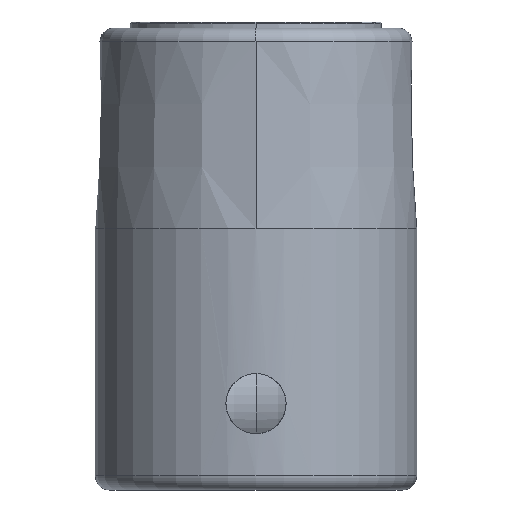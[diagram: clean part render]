
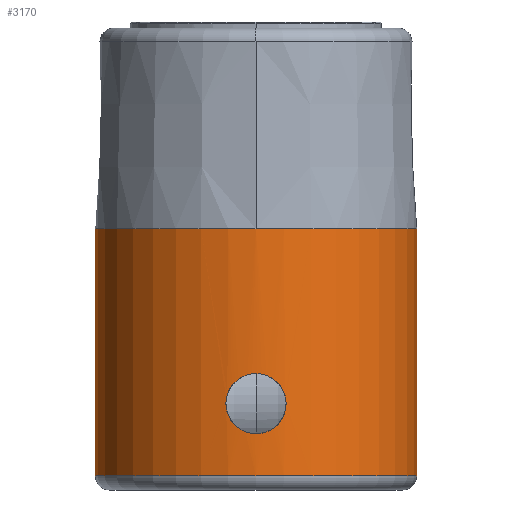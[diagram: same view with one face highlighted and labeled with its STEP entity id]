
A CAD part, front view. The second image highlights one B-rep face of the part: STEP entity #3170.
In plain terms, the highlighted cylindrical face has radius 8 mm (diameter 16 mm), a partial arc.
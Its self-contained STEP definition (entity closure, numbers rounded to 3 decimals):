
#2708=DIRECTION('',(0.,0.,1.));
#2709=VECTOR('',#2708,12.3);
#2710=CARTESIAN_POINT('',(8.,0.,0.4));
#2711=LINE('',#2710,#2709);
#2715=CARTESIAN_POINT('',(1.5,-7.858,4.));
#2716=CARTESIAN_POINT('',(1.5,-7.858,3.906));
#2717=CARTESIAN_POINT('',(1.483,-7.861,3.718));
#2718=CARTESIAN_POINT('',(1.395,-7.878,3.421));
#2719=CARTESIAN_POINT('',(1.254,-7.902,3.16));
#2720=CARTESIAN_POINT('',(1.069,-7.929,2.934));
#2721=CARTESIAN_POINT('',(0.844,-7.957,
2.749));
#2722=CARTESIAN_POINT('',(0.583,-7.98,
2.606));
#2723=CARTESIAN_POINT('',(0.28,-7.997,
2.516));
#2724=CARTESIAN_POINT('',(-0.006,-8.002,
2.491));
#2725=CARTESIAN_POINT('',(-0.3,-7.996,
2.52));
#2726=CARTESIAN_POINT('',(-0.6,-7.979,
2.614));
#2727=CARTESIAN_POINT('',(-0.858,-7.955,
2.758));
#2728=CARTESIAN_POINT('',(-1.077,-7.928,
2.943));
#2729=CARTESIAN_POINT('',(-1.259,-7.901,
3.168));
#2730=CARTESIAN_POINT('',(-1.397,-7.877,
3.427));
#2731=CARTESIAN_POINT('',(-1.484,-7.861,
3.721));
#2732=CARTESIAN_POINT('',(-1.5,-7.858,3.907));
#2733=CARTESIAN_POINT('',(-1.5,-7.858,4.));
#2738=CARTESIAN_POINT('',(-1.5,-7.858,4.));
#2739=CARTESIAN_POINT('',(-1.5,-7.858,4.094));
#2740=CARTESIAN_POINT('',(-1.483,-7.861,
4.282));
#2741=CARTESIAN_POINT('',(-1.395,-7.878,
4.579));
#2742=CARTESIAN_POINT('',(-1.254,-7.902,
4.84));
#2743=CARTESIAN_POINT('',(-1.069,-7.929,
5.066));
#2744=CARTESIAN_POINT('',(-0.844,-7.957,
5.251));
#2745=CARTESIAN_POINT('',(-0.583,-7.98,
5.394));
#2746=CARTESIAN_POINT('',(-0.28,-7.997,
5.484));
#2747=CARTESIAN_POINT('',(0.006,-8.002,
5.509));
#2748=CARTESIAN_POINT('',(0.3,-7.996,
5.48));
#2749=CARTESIAN_POINT('',(0.6,-7.979,
5.386));
#2750=CARTESIAN_POINT('',(0.858,-7.955,
5.242));
#2751=CARTESIAN_POINT('',(1.077,-7.928,5.057));
#2752=CARTESIAN_POINT('',(1.259,-7.901,4.832));
#2753=CARTESIAN_POINT('',(1.397,-7.877,4.573));
#2754=CARTESIAN_POINT('',(1.484,-7.861,4.279));
#2755=CARTESIAN_POINT('',(1.5,-7.858,4.093));
#2756=CARTESIAN_POINT('',(1.5,-7.858,4.));
#2761=CARTESIAN_POINT('',(0.,0.,0.4));
#2762=DIRECTION('',(0.,0.,-1.));
#2763=DIRECTION('',(1.,0.,0.));
#2764=AXIS2_PLACEMENT_3D('',#2761,#2762,#2763);
#2769=DIRECTION('',(0.,0.,1.));
#2770=VECTOR('',#2769,12.3);
#2771=CARTESIAN_POINT('',(-8.,0.,0.4));
#2772=LINE('',#2771,#2770);
#2776=CARTESIAN_POINT('',(0.,0.,12.7));
#2777=DIRECTION('',(0.,0.,1.));
#2778=DIRECTION('',(-1.,0.,0.));
#2779=AXIS2_PLACEMENT_3D('',#2776,#2777,#2778);
#2784=CARTESIAN_POINT('',(0.,0.,12.7));
#2785=DIRECTION('',(0.,0.,1.));
#2786=DIRECTION('',(0.,-1.,0.));
#2787=AXIS2_PLACEMENT_3D('',#2784,#2785,#2786);
#2832=CARTESIAN_POINT('',(1.5,-7.858,4.));
#2833=VERTEX_POINT('',#2832);
#2834=CARTESIAN_POINT('',(-1.5,-7.858,4.));
#2835=VERTEX_POINT('',#2834);
#2840=CARTESIAN_POINT('',(-8.,0.,0.4));
#2841=CARTESIAN_POINT('',(8.,0.,0.4));
#2842=VERTEX_POINT('',#2840);
#2843=VERTEX_POINT('',#2841);
#2848=CARTESIAN_POINT('',(8.,0.,12.7));
#2850=VERTEX_POINT('',#2848);
#2852=CARTESIAN_POINT('',(-8.,0.,12.7));
#2853=VERTEX_POINT('',#2852);
#2854=CARTESIAN_POINT('',(0.,-8.,12.7));
#2855=VERTEX_POINT('',#2854);
#3153=CARTESIAN_POINT('',(0.,0.,-0.3));
#3154=DIRECTION('',(0.,0.,1.));
#3155=DIRECTION('',(1.,0.,0.));
#3156=AXIS2_PLACEMENT_3D('',#3153,#3154,#3155);
#3157=CYLINDRICAL_SURFACE('',#3156,8.);
#3158=ORIENTED_EDGE('',*,*,#3148,.F.);
#3160=ORIENTED_EDGE('',*,*,#3159,.T.);
#3161=ORIENTED_EDGE('',*,*,#3144,.T.);
#3162=ORIENTED_EDGE('',*,*,#3113,.T.);
#3163=ORIENTED_EDGE('',*,*,#3131,.T.);
#3164=EDGE_LOOP('',(#3158,#3160,#3161,#3162,#3163));
#3165=FACE_OUTER_BOUND('',#3164,.F.);
#3166=ORIENTED_EDGE('',*,*,#2959,.F.);
#3167=ORIENTED_EDGE('',*,*,#2977,.F.);
#3168=EDGE_LOOP('',(#3166,#3167));
#3169=FACE_BOUND('',#3168,.F.);
#3170=ADVANCED_FACE('',(#3165,#3169),#3157,.T.);
#2734=B_SPLINE_CURVE_WITH_KNOTS('',3,(#2715,#2716,#2717,#2718,#2719,#2720,#2721,
#2722,#2723,#2724,#2725,#2726,#2727,#2728,#2729,#2730,#2731,#2732,#2733),
.UNSPECIFIED.,.F.,.F.,(4,1,1,1,1,1,1,1,1,1,1,1,1,1,1,1,4),(0.,0.063,0.125,
0.188,0.25,0.313,0.375,0.438,0.5,0.563,0.625,0.688,
0.75,0.813,0.875,0.938,1.),.UNSPECIFIED.);
#2757=B_SPLINE_CURVE_WITH_KNOTS('',3,(#2738,#2739,#2740,#2741,#2742,#2743,#2744,
#2745,#2746,#2747,#2748,#2749,#2750,#2751,#2752,#2753,#2754,#2755,#2756),
.UNSPECIFIED.,.F.,.F.,(4,1,1,1,1,1,1,1,1,1,1,1,1,1,1,1,4),(0.,0.063,0.125,
0.188,0.25,0.313,0.375,0.438,0.5,0.563,0.625,0.688,
0.75,0.813,0.875,0.938,1.),.UNSPECIFIED.);
#2765=CIRCLE('',#2764,8.);
#2780=CIRCLE('',#2779,8.);
#2788=CIRCLE('',#2787,8.);
#2959=EDGE_CURVE('',#2833,#2835,#2734,.T.);
#2977=EDGE_CURVE('',#2835,#2833,#2757,.T.);
#3113=EDGE_CURVE('',#2853,#2855,#2780,.T.);
#3131=EDGE_CURVE('',#2855,#2850,#2788,.T.);
#3144=EDGE_CURVE('',#2842,#2853,#2772,.T.);
#3148=EDGE_CURVE('',#2843,#2850,#2711,.T.);
#3159=EDGE_CURVE('',#2843,#2842,#2765,.T.);
